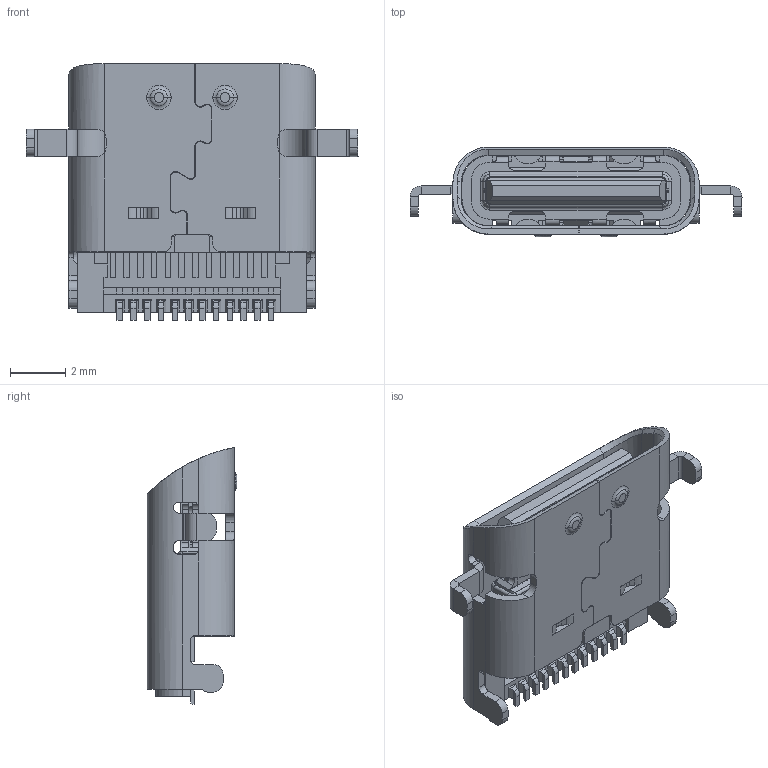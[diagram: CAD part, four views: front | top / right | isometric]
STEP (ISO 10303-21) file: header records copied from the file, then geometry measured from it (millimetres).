
FILE_DESCRIPTION (( 'STEP AP214' ), '1' );
FILE_NAME ('TYPE-C 24P 沉板1.45 弧口.STEP', '2024-11-09T07:35:56', ( '微软用户' ), ( '微软中国' ), 'SwSTEP 2.0', 'SolidWorks 2016', '' );
FILE_SCHEMA (( 'AUTOMOTIVE_DESIGN' ));
Length unit declared in the file: millimetre
Products named in the file (4): TYPE-C 24P 麥啣1.45  說諳; 俋褲 - 說諳; 狟齬MD_1; 媼棒MD_1
Assembly tree (3 placements, depth 2):
  TYPE-C 24P 麥啣1.45  說諳
    媼棒MD_1
    狟齬MD_1
    俋褲 - 說諳
Bounding box: 12.06 x 3.26 x 9.33 mm (x, y, z)
Volume: 124 mm3; surface area: 695.7 mm2
Topology: 3 solids, 12 shells, 1607 faces, 4560 edges, 3011 vertices
Faces by surface type: plane 1291, cylinder 283, cone 13, bspline 12, torus 8
Entity records: 57013 total; most frequent: CARTESIAN_POINT 11844, ORIENTED_EDGE 9116, DIRECTION 7825, EDGE_CURVE 4558, LINE 3617, VECTOR 3617, VERTEX_POINT 3010, AXIS2_PLACEMENT_3D 2104
